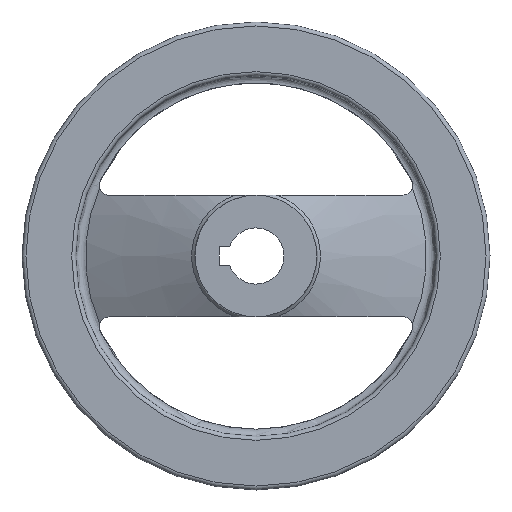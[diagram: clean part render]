
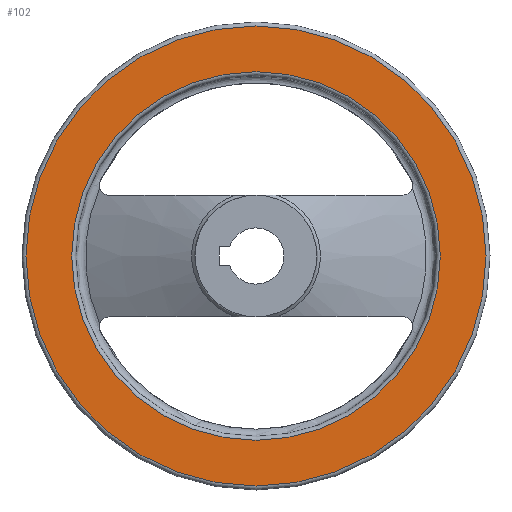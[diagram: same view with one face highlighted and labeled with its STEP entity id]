
A CAD part, left-side view. The second image highlights one B-rep face of the part: STEP entity #102.
In plain terms, the highlighted planar face has unit normal (-1, 0, 0).
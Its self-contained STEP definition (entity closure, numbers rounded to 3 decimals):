
#102 = ADVANCED_FACE( '', ( #217, #218 ), #219, .F. );
#217 = FACE_OUTER_BOUND( '', #334, .T. );
#218 = FACE_BOUND( '', #335, .T. );
#219 = PLANE( '', #336 );
#334 = EDGE_LOOP( '', ( #561 ) );
#335 = EDGE_LOOP( '', ( #562 ) );
#336 = AXIS2_PLACEMENT_3D( '', #563, #564, #565 );
#561 = ORIENTED_EDGE( '', *, *, #701, .F. );
#562 = ORIENTED_EDGE( '', *, *, #679, .T. );
#563 = CARTESIAN_POINT( '', ( 16.15, 39.375, 0. ) );
#564 = DIRECTION( '', ( 1., 0., 0. ) );
#565 = DIRECTION( '', ( 0., 0., -1. ) );
#679 = EDGE_CURVE( '', #812, #812, #813, .T. );
#701 = EDGE_CURVE( '', #846, #846, #847, .T. );
#812 = VERTEX_POINT( '', #1090 );
#813 = CIRCLE( '', #1091, 39.375 );
#846 = VERTEX_POINT( '', #1193 );
#847 = CIRCLE( '', #1194, 49.15 );
#1090 = CARTESIAN_POINT( '', ( 16.15, 0., -39.375 ) );
#1091 = AXIS2_PLACEMENT_3D( '', #1412, #1413, #1414 );
#1193 = CARTESIAN_POINT( '', ( 16.15, 0., -49.15 ) );
#1194 = AXIS2_PLACEMENT_3D( '', #1435, #1436, #1437 );
#1412 = CARTESIAN_POINT( '', ( 16.15, 0., 0. ) );
#1413 = DIRECTION( '', ( 1., 0., 0. ) );
#1414 = DIRECTION( '', ( 0., 0., -1. ) );
#1435 = CARTESIAN_POINT( '', ( 16.15, 0., 0. ) );
#1436 = DIRECTION( '', ( 1., 0., 0. ) );
#1437 = DIRECTION( '', ( 0., 0., -1. ) );
